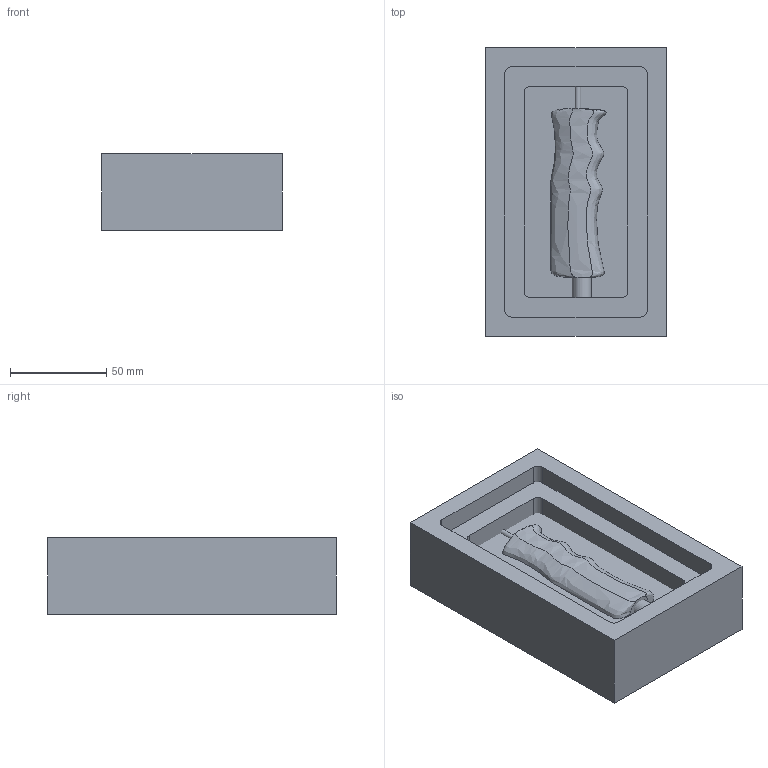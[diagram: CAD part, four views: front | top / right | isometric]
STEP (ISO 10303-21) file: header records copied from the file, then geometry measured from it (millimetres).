
FILE_DESCRIPTION(('FreeCAD Model'),'2;1');
FILE_NAME('Open CASCADE Shape Model','2022-04-03T15:38:32',('Author'),( ''),'Open CASCADE STEP processor 7.5','FreeCAD','Unknown');
FILE_SCHEMA(('AUTOMOTIVE_DESIGN { 1 0 10303 214 1 1 1 1 }'));
Length unit declared in the file: millimetre
Products named in the file (7): HandleTest1_Backup; CurvedArray; Underbody; Resin/Gas; InsertVolume; MoldPositiveRegistry; Outside
Assembly tree (6 placements, depth 2):
  HandleTest1_Backup
    CurvedArray
    Underbody
    Resin/Gas
    InsertVolume
    MoldPositiveRegistry
    Outside
Bounding box: 94 x 150 x 40 mm (x, y, z)
Volume: 515078.3 mm3; surface area: 106662 mm2
Topology: 6 solids, 6 shells, 48 faces, 108 edges, 72 vertices
Faces by surface type: plane 32, cylinder 10, bspline 6
Full cylindrical faces by diameter (mm): 3 x1, 10 x1
Entity records: 3424 total; most frequent: CARTESIAN_POINT 1087, DIRECTION 400, LINE 254, VECTOR 254, ORIENTED_EDGE 216, PCURVE 216, DEFINITIONAL_REPRESENTATION 216, EDGE_CURVE 108
